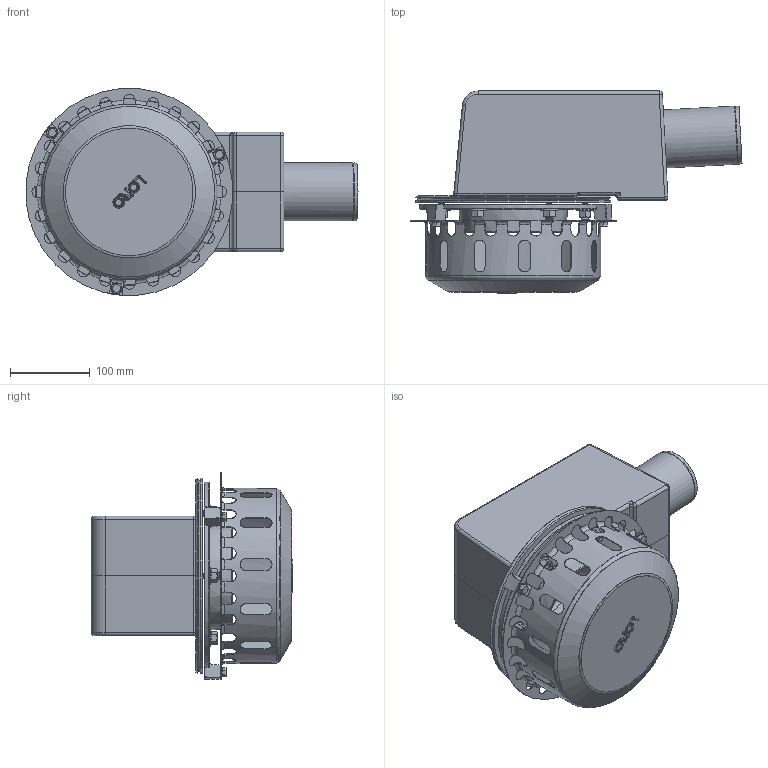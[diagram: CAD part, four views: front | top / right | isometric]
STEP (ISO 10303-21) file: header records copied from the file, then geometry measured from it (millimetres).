
FILE_DESCRIPTION(/* description */ (''),/* implementation_level */ '2;1');
FILE_NAME(/* name */ '21715.070X_3D.stp',/* time_stamp */ '2024-12-12T08:44:44+01:00',/* author */ ('CAD'),/* organization */ (''),/* preprocessor_version */ 'ST-DEVELOPER v20',/* originating_system */ 'AutoCAD Mechanical',/* authorisation */ '');
FILE_SCHEMA (('AUTOMOTIVE_DESIGN { 1 0 10303 214 3 1 1 }'));
Length unit declared in the file: millimetre
Products named in the file (2): Product; *S3
Assembly tree (1 placements, depth 2):
  Product
    *S3
Bounding box: 416.39 x 253.25 x 259.29 mm (x, y, z)
Volume: 4404097.1 mm3; surface area: 888268.6 mm2
Topology: 26 solids, 26 shells, 916 faces, 2341 edges, 1447 vertices
Faces by surface type: cone 264, plane 259, cylinder 218, torus 121, bspline 43, sphere 11
Full cylindrical faces by diameter (mm): 6 x3, 7 x6, 8 x15, 8.376 x6, 10.5 x2, 13 x6, 14.5 x2, 15 x2, 16 x6, 17.5 x1, 18 x1, 70.6 x2, 73 x2, 125 x1, 218 x1, 220 x1, 245 x1, 260 x1
Entity records: 36012 total; most frequent: CARTESIAN_POINT 14113, ORIENTED_EDGE 4658, DIRECTION 4446, EDGE_CURVE 2329, AXIS2_PLACEMENT_3D 1807, VERTEX_POINT 1445, EDGE_LOOP 1032, FACE_OUTER_BOUND 916
